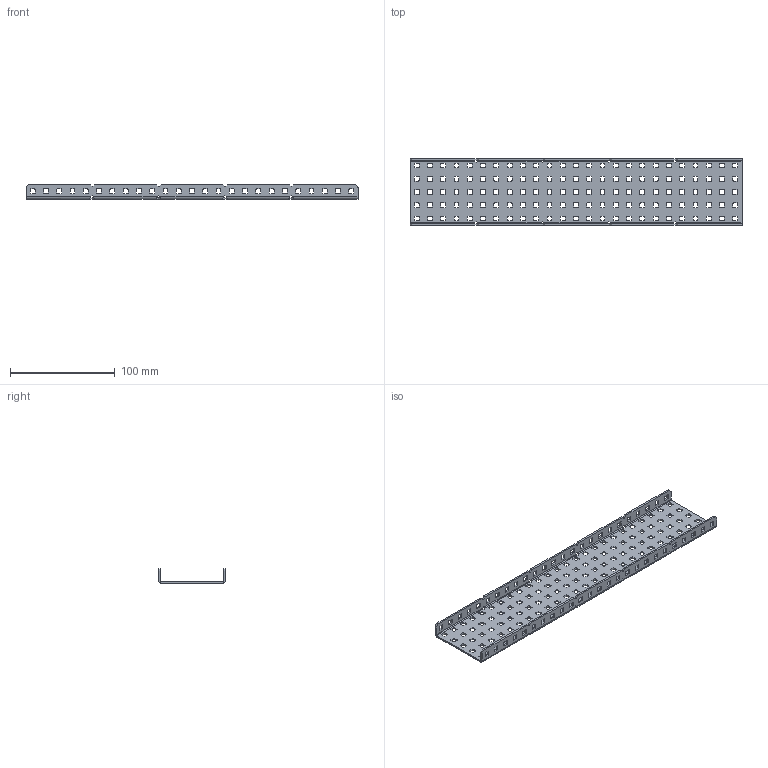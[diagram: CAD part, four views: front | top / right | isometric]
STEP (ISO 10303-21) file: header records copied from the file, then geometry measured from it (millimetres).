
FILE_DESCRIPTION (( 'STEP AP214' ), '1' );
FILE_NAME ('276-2290-001 Rev1.STEP', '2015-10-01T18:03:11', ( 'svradm' ), ( '' ), 'SwSTEP 2.0', 'SolidWorks 2015', '' );
FILE_SCHEMA (( 'AUTOMOTIVE_DESIGN' ));
Length unit declared in the file: inch
Products named in the file (1): 276-2290-001 Rev1
Bounding box: 317.5 x 63.5 x 13.97 mm (x, y, z)
Volume: 37395.2 mm3; surface area: 53807.5 mm2
Topology: 1 solids, 1 shells, 1558 faces, 4652 edges, 3080 vertices
Faces by surface type: plane 770, cylinder 756, bspline 32
Entity records: 54376 total; most frequent: CARTESIAN_POINT 10475, ORIENTED_EDGE 9304, DIRECTION 9122, EDGE_CURVE 4652, LINE 3108, VECTOR 3108, VERTEX_POINT 3080, AXIS2_PLACEMENT_3D 3007
